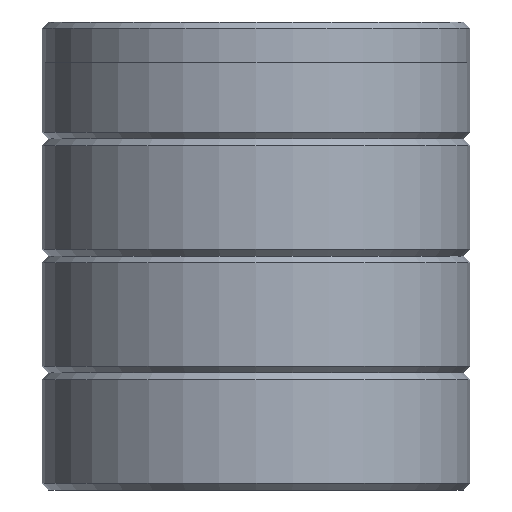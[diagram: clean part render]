
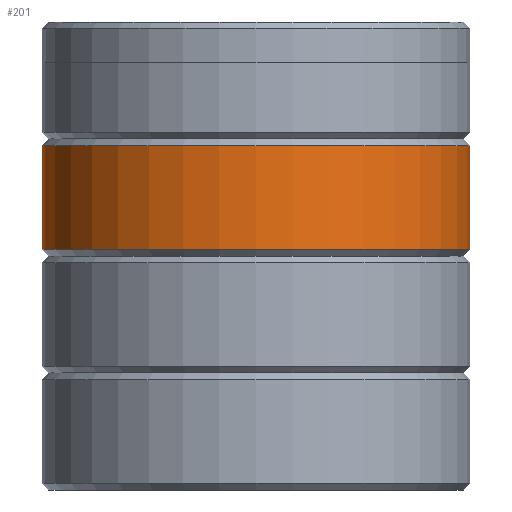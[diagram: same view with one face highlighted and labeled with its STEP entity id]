
A CAD part, front view. The second image highlights one B-rep face of the part: STEP entity #201.
In plain terms, the highlighted cylindrical face has radius 16 mm (diameter 32 mm), a partial arc.
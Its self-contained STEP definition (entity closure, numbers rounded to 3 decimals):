
#161 = EDGE_CURVE ( 'NONE', #1150, #977, #1468, .T. ) ;
#173 = DIRECTION ( 'NONE',  ( 0., 0., -1. ) ) ;
#192 = VERTEX_POINT ( 'NONE', #1693 ) ;
#201 = ADVANCED_FACE ( 'NONE', ( #990 ), #1704, .T. ) ;
#247 = EDGE_CURVE ( 'NONE', #192, #405, #888, .T. ) ;
#336 = CARTESIAN_POINT ( 'NONE',  ( 0., 0., 35. ) ) ;
#405 = VERTEX_POINT ( 'NONE', #1988 ) ;
#411 = DIRECTION ( 'NONE',  ( 0., 0., -1. ) ) ;
#595 = EDGE_CURVE ( 'NONE', #1150, #192, #1128, .T. ) ;
#606 = DIRECTION ( 'NONE',  ( -1., 0., 0. ) ) ;
#617 = DIRECTION ( 'NONE',  ( 0., 0., -1. ) ) ;
#653 = LINE ( 'NONE', #1572, #1909 ) ;
#771 = ORIENTED_EDGE ( 'NONE', *, *, #811, .T. ) ;
#772 = CARTESIAN_POINT ( 'NONE',  ( 0., 0., 25.75 ) ) ;
#811 = EDGE_CURVE ( 'NONE', #977, #405, #653, .T. ) ;
#888 = CIRCLE ( 'NONE', #1677, 16. ) ;
#967 = AXIS2_PLACEMENT_3D ( 'NONE', #772, #617, #606 ) ;
#977 = VERTEX_POINT ( 'NONE', #1022 ) ;
#990 = FACE_OUTER_BOUND ( 'NONE', #1430, .T. ) ;
#1022 = CARTESIAN_POINT ( 'NONE',  ( -16., 0., 25.75 ) ) ;
#1023 = CARTESIAN_POINT ( 'NONE',  ( 16., 0., 35. ) ) ;
#1075 = VECTOR ( 'NONE', #1936, 1000. ) ;
#1116 = DIRECTION ( 'NONE',  ( -1., 0., 0. ) ) ;
#1128 = LINE ( 'NONE', #1023, #1075 ) ;
#1134 = ORIENTED_EDGE ( 'NONE', *, *, #247, .F. ) ;
#1150 = VERTEX_POINT ( 'NONE', #1347 ) ;
#1231 = ORIENTED_EDGE ( 'NONE', *, *, #161, .T. ) ;
#1347 = CARTESIAN_POINT ( 'NONE',  ( 16., 0., 25.75 ) ) ;
#1353 = CARTESIAN_POINT ( 'NONE',  ( 0., 0., 18. ) ) ;
#1430 = EDGE_LOOP ( 'NONE', ( #1799, #1231, #771, #1134 ) ) ;
#1468 = CIRCLE ( 'NONE', #967, 16. ) ;
#1504 = DIRECTION ( 'NONE',  ( -1., 0., 0. ) ) ;
#1572 = CARTESIAN_POINT ( 'NONE',  ( -16., 0., 35. ) ) ;
#1677 = AXIS2_PLACEMENT_3D ( 'NONE', #1353, #411, #1504 ) ;
#1693 = CARTESIAN_POINT ( 'NONE',  ( 16., 0., 18. ) ) ;
#1704 = CYLINDRICAL_SURFACE ( 'NONE', #1975, 16. ) ;
#1799 = ORIENTED_EDGE ( 'NONE', *, *, #595, .F. ) ;
#1862 = DIRECTION ( 'NONE',  ( 0., 0., -1. ) ) ;
#1909 = VECTOR ( 'NONE', #1862, 1000. ) ;
#1936 = DIRECTION ( 'NONE',  ( 0., 0., -1. ) ) ;
#1975 = AXIS2_PLACEMENT_3D ( 'NONE', #336, #173, #1116 ) ;
#1988 = CARTESIAN_POINT ( 'NONE',  ( -16., 0., 18. ) ) ;
